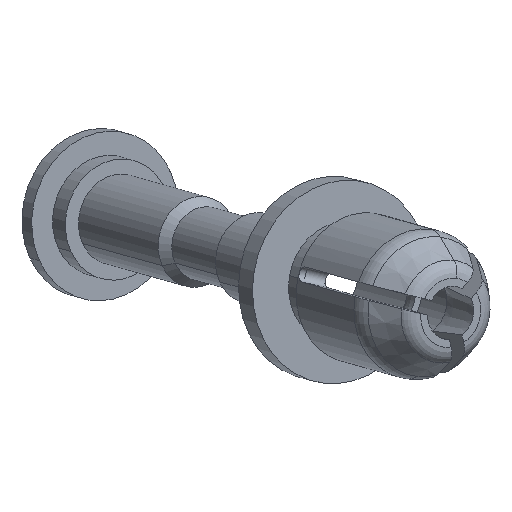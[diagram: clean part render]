
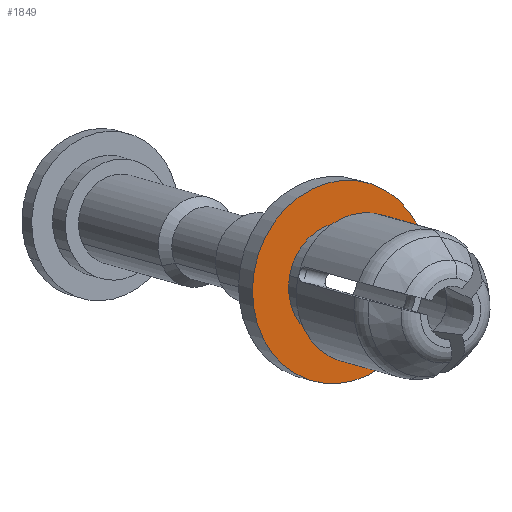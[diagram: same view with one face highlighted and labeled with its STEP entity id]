
A CAD part, front view. The second image highlights one B-rep face of the part: STEP entity #1849.
In plain terms, the highlighted face is planar.
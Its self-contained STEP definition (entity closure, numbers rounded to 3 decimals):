
#19 = VERTEX_POINT ( 'NONE', #1169 ) ;
#32 = AXIS2_PLACEMENT_3D ( 'NONE', #1145, #2553, #1355 ) ;
#67 = CIRCLE ( 'NONE', #2492, 4.267 ) ;
#83 = DIRECTION ( 'NONE',  ( 0., 0., 1. ) ) ;
#322 = AXIS2_PLACEMENT_3D ( 'NONE', #2203, #999, #2413 ) ;
#359 = AXIS2_PLACEMENT_3D ( 'NONE', #2389, #1586, #361 ) ;
#361 = DIRECTION ( 'NONE',  ( 0., -0.906, -0.424 ) ) ;
#479 = ORIENTED_EDGE ( 'NONE', *, *, #2171, .T. ) ;
#667 = DIRECTION ( 'NONE',  ( 1., 0., 0. ) ) ;
#803 = AXIS2_PLACEMENT_3D ( 'NONE', #1891, #667, #2078 ) ;
#847 = CIRCLE ( 'NONE', #32, 2.515 ) ;
#969 = CARTESIAN_POINT ( 'NONE',  ( 0., 0.604, -4.482 ) ) ;
#999 = DIRECTION ( 'NONE',  ( 1., 0., 0. ) ) ;
#1003 = ORIENTED_EDGE ( 'NONE', *, *, #1532, .T. ) ;
#1066 = EDGE_LOOP ( 'NONE', ( #1003, #479 ) ) ;
#1145 = CARTESIAN_POINT ( 'NONE',  ( 0., 0.604, -0.215 ) ) ;
#1169 = CARTESIAN_POINT ( 'NONE',  ( 0., 3.119, -0.215 ) ) ;
#1237 = CIRCLE ( 'NONE', #803, 4.267 ) ;
#1269 = FACE_BOUND ( 'NONE', #1872, .T. ) ;
#1328 = DIRECTION ( 'NONE',  ( 1., 0., 0. ) ) ;
#1329 = CIRCLE ( 'NONE', #322, 2.515 ) ;
#1355 = DIRECTION ( 'NONE',  ( 0., -1., 0. ) ) ;
#1387 = PLANE ( 'NONE',  #359 ) ;
#1532 = EDGE_CURVE ( 'NONE', #2334, #1847, #67, .T. ) ;
#1586 = DIRECTION ( 'NONE',  ( 1., 0., 0. ) ) ;
#1641 = CARTESIAN_POINT ( 'NONE',  ( 0., -1.91, -0.215 ) ) ;
#1847 = VERTEX_POINT ( 'NONE', #969 ) ;
#1849 = ADVANCED_FACE ( 'NONE', ( #1269, #2339 ), #1387, .T. ) ;
#1872 = EDGE_LOOP ( 'NONE', ( #2396, #2475 ) ) ;
#1891 = CARTESIAN_POINT ( 'NONE',  ( 0., 0.604, -0.215 ) ) ;
#2078 = DIRECTION ( 'NONE',  ( 0., 0., 1. ) ) ;
#2171 = EDGE_CURVE ( 'NONE', #1847, #2334, #1237, .T. ) ;
#2203 = CARTESIAN_POINT ( 'NONE',  ( 0., 0.604, -0.215 ) ) ;
#2334 = VERTEX_POINT ( 'NONE', #2343 ) ;
#2339 = FACE_OUTER_BOUND ( 'NONE', #1066, .T. ) ;
#2343 = CARTESIAN_POINT ( 'NONE',  ( 0., 0.604, 4.053 ) ) ;
#2362 = EDGE_CURVE ( 'NONE', #2499, #19, #847, .T. ) ;
#2389 = CARTESIAN_POINT ( 'NONE',  ( 0., 2.868, 6.026 ) ) ;
#2396 = ORIENTED_EDGE ( 'NONE', *, *, #2362, .F. ) ;
#2397 = EDGE_CURVE ( 'NONE', #19, #2499, #1329, .T. ) ;
#2413 = DIRECTION ( 'NONE',  ( 0., -1., 0. ) ) ;
#2475 = ORIENTED_EDGE ( 'NONE', *, *, #2397, .F. ) ;
#2492 = AXIS2_PLACEMENT_3D ( 'NONE', #2523, #1328, #83 ) ;
#2499 = VERTEX_POINT ( 'NONE', #1641 ) ;
#2523 = CARTESIAN_POINT ( 'NONE',  ( 0., 0.604, -0.215 ) ) ;
#2553 = DIRECTION ( 'NONE',  ( 1., 0., 0. ) ) ;
